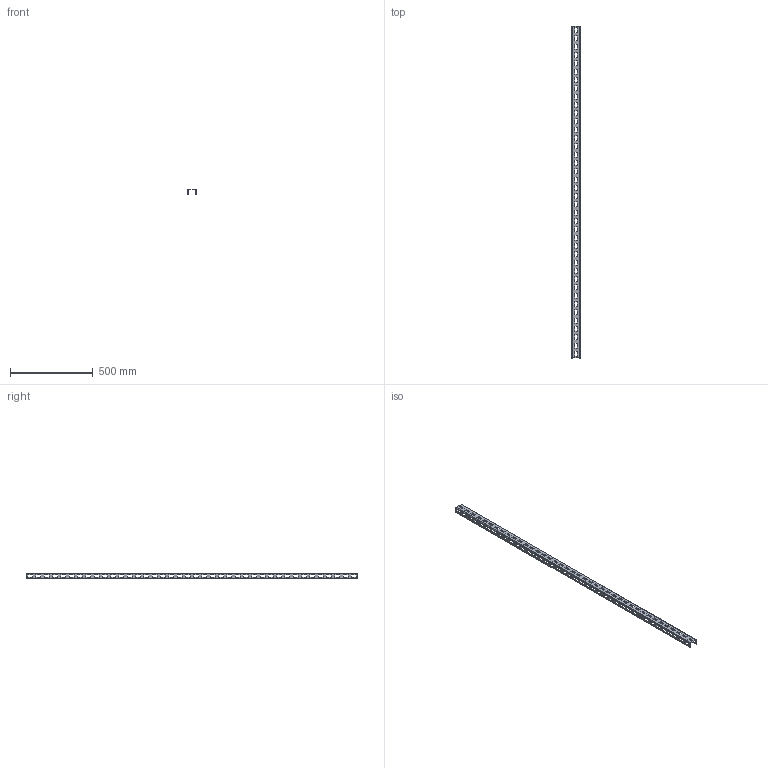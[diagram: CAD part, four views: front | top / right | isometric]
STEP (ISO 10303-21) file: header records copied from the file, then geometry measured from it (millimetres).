
FILE_DESCRIPTION((''),'2;1');
FILE_NAME('665302_PRT','2018-12-05T12:16:24',('tomasz.grudniewski'),(''),'CREO PARAMETRIC BY PTC INC, 2018260','CREO PARAMETRIC BY PTC INC, 2018260','');
FILE_SCHEMA(('CONFIG_CONTROL_DESIGN'));
Length unit declared in the file: millimetre
Products named in the file (1): 665302_PRT
Bounding box: 50 x 2000 x 35 mm (x, y, z)
Volume: 360099.1 mm3; surface area: 389192.8 mm2
Topology: 1 solids, 1 shells, 502 faces, 1484 edges, 984 vertices
Faces by surface type: plane 498, cylinder 4
Entity records: 16906 total; most frequent: CARTESIAN_POINT 2970, ORIENTED_EDGE 2968, DIRECTION 2496, EDGE_CURVE 1484, VECTOR 1476, LINE 1476, VERTEX_POINT 984, EDGE_LOOP 742
